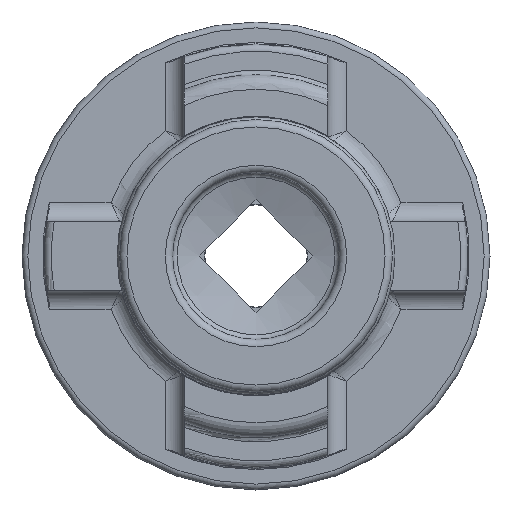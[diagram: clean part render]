
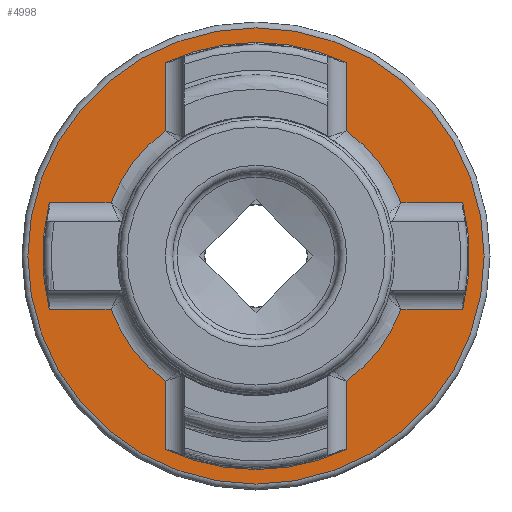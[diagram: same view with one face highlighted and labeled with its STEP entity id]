
A CAD part, left-side view. The second image highlights one B-rep face of the part: STEP entity #4998.
In plain terms, the highlighted planar face has unit normal (-1, 0, 0).
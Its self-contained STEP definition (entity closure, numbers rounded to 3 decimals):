
#6 = CARTESIAN_POINT ( 'NONE',  ( 23.8, -14.136, -3.65 ) ) ;
#24 = AXIS2_PLACEMENT_3D ( 'NONE', #3412, #4967, #4579 ) ;
#37 = DIRECTION ( 'NONE',  ( 0., -1., 0. ) ) ;
#131 = AXIS2_PLACEMENT_3D ( 'NONE', #3792, #2634, #4241 ) ;
#160 = CIRCLE ( 'NONE', #560, 10.56 ) ;
#204 = AXIS2_PLACEMENT_3D ( 'NONE', #4885, #1338, #4922 ) ;
#213 = CIRCLE ( 'NONE', #1637, 10.56 ) ;
#220 = DIRECTION ( 'NONE',  ( 0., 0., 1. ) ) ;
#317 = ORIENTED_EDGE ( 'NONE', *, *, #3013, .F. ) ;
#326 = FACE_BOUND ( 'NONE', #1254, .T. ) ;
#361 = VECTOR ( 'NONE', #2754, 1000. ) ;
#396 = CARTESIAN_POINT ( 'NONE',  ( 23.8, -6.2, 8.548 ) ) ;
#489 = DIRECTION ( 'NONE',  ( 0., 0., -1. ) ) ;
#524 = ORIENTED_EDGE ( 'NONE', *, *, #3391, .T. ) ;
#560 = AXIS2_PLACEMENT_3D ( 'NONE', #1427, #2653, #970 ) ;
#580 = ORIENTED_EDGE ( 'NONE', *, *, #3510, .T. ) ;
#605 = VECTOR ( 'NONE', #1783, 1000. ) ;
#651 = PLANE ( 'NONE',  #3787 ) ;
#654 = DIRECTION ( 'NONE',  ( -1., 0., 0. ) ) ;
#660 = EDGE_CURVE ( 'NONE', #953, #4091, #1572, .T. ) ;
#705 = DIRECTION ( 'NONE',  ( 1., 0., 0. ) ) ;
#748 = ORIENTED_EDGE ( 'NONE', *, *, #2837, .T. ) ;
#868 = ORIENTED_EDGE ( 'NONE', *, *, #1674, .T. ) ;
#882 = CIRCLE ( 'NONE', #4080, 10.56 ) ;
#898 = CARTESIAN_POINT ( 'NONE',  ( 23.8, 14.136, -3.65 ) ) ;
#953 = VERTEX_POINT ( 'NONE', #4141 ) ;
#958 = EDGE_CURVE ( 'NONE', #5206, #4444, #3410, .T. ) ;
#959 = DIRECTION ( 'NONE',  ( -1., 0., 0. ) ) ;
#970 = DIRECTION ( 'NONE',  ( 0., 0., -1. ) ) ;
#1095 = CARTESIAN_POINT ( 'NONE',  ( 23.8, 14.6, 3.65 ) ) ;
#1217 = CARTESIAN_POINT ( 'NONE',  ( 23.8, 0., 0. ) ) ;
#1254 = EDGE_LOOP ( 'NONE', ( #4800, #3074, #1982, #4788, #317, #3537, #868, #4837, #2420, #2225, #2034, #580, #1326, #524, #3845, #748 ) ) ;
#1326 = ORIENTED_EDGE ( 'NONE', *, *, #2974, .F. ) ;
#1330 = CARTESIAN_POINT ( 'NONE',  ( 23.8, -6.2, -8.548 ) ) ;
#1338 = DIRECTION ( 'NONE',  ( -1., 0., 0. ) ) ;
#1364 = VECTOR ( 'NONE', #2713, 1000. ) ;
#1379 = VECTOR ( 'NONE', #2153, 1000. ) ;
#1400 = DIRECTION ( 'NONE',  ( 0., 0., -1. ) ) ;
#1422 = EDGE_CURVE ( 'NONE', #2363, #2363, #3885, .T. ) ;
#1427 = CARTESIAN_POINT ( 'NONE',  ( 23.8, 0., 0. ) ) ;
#1505 = LINE ( 'NONE', #4051, #3635 ) ;
#1572 = LINE ( 'NONE', #1095, #1947 ) ;
#1580 = AXIS2_PLACEMENT_3D ( 'NONE', #3788, #959, #1786 ) ;
#1637 = AXIS2_PLACEMENT_3D ( 'NONE', #5099, #705, #4324 ) ;
#1657 = DIRECTION ( 'NONE',  ( 0., 0., 1. ) ) ;
#1674 = EDGE_CURVE ( 'NONE', #2795, #2438, #213, .T. ) ;
#1684 = EDGE_CURVE ( 'NONE', #2207, #2795, #5184, .T. ) ;
#1706 = CARTESIAN_POINT ( 'NONE',  ( 23.8, 9.909, -3.65 ) ) ;
#1779 = EDGE_LOOP ( 'NONE', ( #4233 ) ) ;
#1783 = DIRECTION ( 'NONE',  ( 0., 0., -1. ) ) ;
#1786 = DIRECTION ( 'NONE',  ( 0., 0., 1. ) ) ;
#1891 = CIRCLE ( 'NONE', #24, 14.6 ) ;
#1902 = VERTEX_POINT ( 'NONE', #2436 ) ;
#1947 = VECTOR ( 'NONE', #37, 1000. ) ;
#1982 = ORIENTED_EDGE ( 'NONE', *, *, #3347, .T. ) ;
#2034 = ORIENTED_EDGE ( 'NONE', *, *, #2329, .T. ) ;
#2063 = CARTESIAN_POINT ( 'NONE',  ( 23.8, -9.909, 3.65 ) ) ;
#2086 = EDGE_CURVE ( 'NONE', #953, #4684, #3496, .T. ) ;
#2134 = CIRCLE ( 'NONE', #3545, 10.56 ) ;
#2153 = DIRECTION ( 'NONE',  ( 0., 1., 0. ) ) ;
#2157 = VERTEX_POINT ( 'NONE', #4604 ) ;
#2207 = VERTEX_POINT ( 'NONE', #3638 ) ;
#2221 = CARTESIAN_POINT ( 'NONE',  ( 23.8, -8.957, -3.65 ) ) ;
#2225 = ORIENTED_EDGE ( 'NONE', *, *, #660, .T. ) ;
#2308 = CARTESIAN_POINT ( 'NONE',  ( 23.8, 6.2, 8.548 ) ) ;
#2329 = EDGE_CURVE ( 'NONE', #4091, #2691, #882, .T. ) ;
#2354 = VERTEX_POINT ( 'NONE', #2847 ) ;
#2362 = DIRECTION ( 'NONE',  ( 1., 0., 0. ) ) ;
#2363 = VERTEX_POINT ( 'NONE', #3117 ) ;
#2420 = ORIENTED_EDGE ( 'NONE', *, *, #2086, .F. ) ;
#2425 = VERTEX_POINT ( 'NONE', #1330 ) ;
#2436 = CARTESIAN_POINT ( 'NONE',  ( 23.8, -6.2, 13.218 ) ) ;
#2438 = VERTEX_POINT ( 'NONE', #1706 ) ;
#2634 = DIRECTION ( 'NONE',  ( -1., 0., 0. ) ) ;
#2652 = CARTESIAN_POINT ( 'NONE',  ( 23.8, 0., 0. ) ) ;
#2653 = DIRECTION ( 'NONE',  ( 1., 0., 0. ) ) ;
#2680 = EDGE_CURVE ( 'NONE', #5206, #2157, #4722, .T. ) ;
#2691 = VERTEX_POINT ( 'NONE', #2308 ) ;
#2713 = DIRECTION ( 'NONE',  ( 0., 1., 0. ) ) ;
#2736 = DIRECTION ( 'NONE',  ( 0., 0., 1. ) ) ;
#2754 = DIRECTION ( 'NONE',  ( 0., -1., 0. ) ) ;
#2793 = CARTESIAN_POINT ( 'NONE',  ( 23.8, 6.2, 13.218 ) ) ;
#2795 = VERTEX_POINT ( 'NONE', #5164 ) ;
#2837 = EDGE_CURVE ( 'NONE', #4866, #2157, #4277, .T. ) ;
#2847 = CARTESIAN_POINT ( 'NONE',  ( 23.8, -6.2, -13.218 ) ) ;
#2974 = EDGE_CURVE ( 'NONE', #1902, #4784, #1891, .T. ) ;
#3013 = EDGE_CURVE ( 'NONE', #2207, #2354, #3225, .T. ) ;
#3074 = ORIENTED_EDGE ( 'NONE', *, *, #958, .T. ) ;
#3083 = DIRECTION ( 'NONE',  ( 0., 0., -1. ) ) ;
#3106 = CARTESIAN_POINT ( 'NONE',  ( 23.8, -9.909, -3.65 ) ) ;
#3117 = CARTESIAN_POINT ( 'NONE',  ( 23.8, 0., 15.6 ) ) ;
#3225 = CIRCLE ( 'NONE', #1580, 14.6 ) ;
#3347 = EDGE_CURVE ( 'NONE', #4444, #2425, #160, .T. ) ;
#3391 = EDGE_CURVE ( 'NONE', #1902, #3542, #5191, .T. ) ;
#3410 = LINE ( 'NONE', #2221, #1379 ) ;
#3411 = EDGE_CURVE ( 'NONE', #3542, #4866, #2134, .T. ) ;
#3412 = CARTESIAN_POINT ( 'NONE',  ( 23.8, 0., 0. ) ) ;
#3486 = CARTESIAN_POINT ( 'NONE',  ( 23.8, 14.6, 0. ) ) ;
#3496 = CIRCLE ( 'NONE', #204, 14.6 ) ;
#3510 = EDGE_CURVE ( 'NONE', #2691, #4784, #1505, .T. ) ;
#3537 = ORIENTED_EDGE ( 'NONE', *, *, #1684, .T. ) ;
#3542 = VERTEX_POINT ( 'NONE', #396 ) ;
#3545 = AXIS2_PLACEMENT_3D ( 'NONE', #4748, #2362, #3954 ) ;
#3635 = VECTOR ( 'NONE', #1657, 1000. ) ;
#3638 = CARTESIAN_POINT ( 'NONE',  ( 23.8, 6.2, -13.218 ) ) ;
#3693 = EDGE_CURVE ( 'NONE', #2425, #2354, #4497, .T. ) ;
#3783 = CARTESIAN_POINT ( 'NONE',  ( 23.8, 9.909, 3.65 ) ) ;
#3787 = AXIS2_PLACEMENT_3D ( 'NONE', #3486, #3901, #3083 ) ;
#3788 = CARTESIAN_POINT ( 'NONE',  ( 23.8, 0., 0. ) ) ;
#3792 = CARTESIAN_POINT ( 'NONE',  ( 23.8, 0., 0. ) ) ;
#3797 = CARTESIAN_POINT ( 'NONE',  ( 23.8, -6.2, 7.857 ) ) ;
#3813 = EDGE_CURVE ( 'NONE', #2438, #4684, #4816, .T. ) ;
#3845 = ORIENTED_EDGE ( 'NONE', *, *, #3411, .T. ) ;
#3885 = CIRCLE ( 'NONE', #131, 15.6 ) ;
#3901 = DIRECTION ( 'NONE',  ( 1., 0., 0. ) ) ;
#3918 = CARTESIAN_POINT ( 'NONE',  ( 23.8, -14.41, 3.65 ) ) ;
#3954 = DIRECTION ( 'NONE',  ( 0., 0., -1. ) ) ;
#4051 = CARTESIAN_POINT ( 'NONE',  ( 23.8, 6.2, 0. ) ) ;
#4080 = AXIS2_PLACEMENT_3D ( 'NONE', #1217, #4844, #489 ) ;
#4091 = VERTEX_POINT ( 'NONE', #3783 ) ;
#4130 = VECTOR ( 'NONE', #1400, 1000. ) ;
#4141 = CARTESIAN_POINT ( 'NONE',  ( 23.8, 14.136, 3.65 ) ) ;
#4233 = ORIENTED_EDGE ( 'NONE', *, *, #1422, .T. ) ;
#4241 = DIRECTION ( 'NONE',  ( 0., 0., 1. ) ) ;
#4242 = FACE_OUTER_BOUND ( 'NONE', #1779, .T. ) ;
#4253 = VECTOR ( 'NONE', #2736, 1000. ) ;
#4277 = LINE ( 'NONE', #3918, #361 ) ;
#4324 = DIRECTION ( 'NONE',  ( 0., 0., -1. ) ) ;
#4444 = VERTEX_POINT ( 'NONE', #3106 ) ;
#4484 = AXIS2_PLACEMENT_3D ( 'NONE', #2652, #654, #220 ) ;
#4497 = LINE ( 'NONE', #4966, #605 ) ;
#4579 = DIRECTION ( 'NONE',  ( 0., 0., 1. ) ) ;
#4604 = CARTESIAN_POINT ( 'NONE',  ( 23.8, -14.136, 3.65 ) ) ;
#4684 = VERTEX_POINT ( 'NONE', #898 ) ;
#4722 = CIRCLE ( 'NONE', #4484, 14.6 ) ;
#4748 = CARTESIAN_POINT ( 'NONE',  ( 23.8, 0., 0. ) ) ;
#4784 = VERTEX_POINT ( 'NONE', #2793 ) ;
#4788 = ORIENTED_EDGE ( 'NONE', *, *, #3693, .T. ) ;
#4800 = ORIENTED_EDGE ( 'NONE', *, *, #2680, .F. ) ;
#4816 = LINE ( 'NONE', #5058, #1364 ) ;
#4837 = ORIENTED_EDGE ( 'NONE', *, *, #3813, .T. ) ;
#4844 = DIRECTION ( 'NONE',  ( 1., 0., 0. ) ) ;
#4866 = VERTEX_POINT ( 'NONE', #2063 ) ;
#4885 = CARTESIAN_POINT ( 'NONE',  ( 23.8, 0., 0. ) ) ;
#4922 = DIRECTION ( 'NONE',  ( 0., 0., 1. ) ) ;
#4966 = CARTESIAN_POINT ( 'NONE',  ( 23.8, -6.2, -13.753 ) ) ;
#4967 = DIRECTION ( 'NONE',  ( -1., 0., 0. ) ) ;
#4998 = ADVANCED_FACE ( 'NONE', ( #326, #4242 ), #651, .F. ) ;
#5058 = CARTESIAN_POINT ( 'NONE',  ( 23.8, 14.6, -3.65 ) ) ;
#5086 = CARTESIAN_POINT ( 'NONE',  ( 23.8, 6.2, 0. ) ) ;
#5099 = CARTESIAN_POINT ( 'NONE',  ( 23.8, 0., 0. ) ) ;
#5164 = CARTESIAN_POINT ( 'NONE',  ( 23.8, 6.2, -8.548 ) ) ;
#5184 = LINE ( 'NONE', #5086, #4253 ) ;
#5191 = LINE ( 'NONE', #3797, #4130 ) ;
#5206 = VERTEX_POINT ( 'NONE', #6 ) ;
